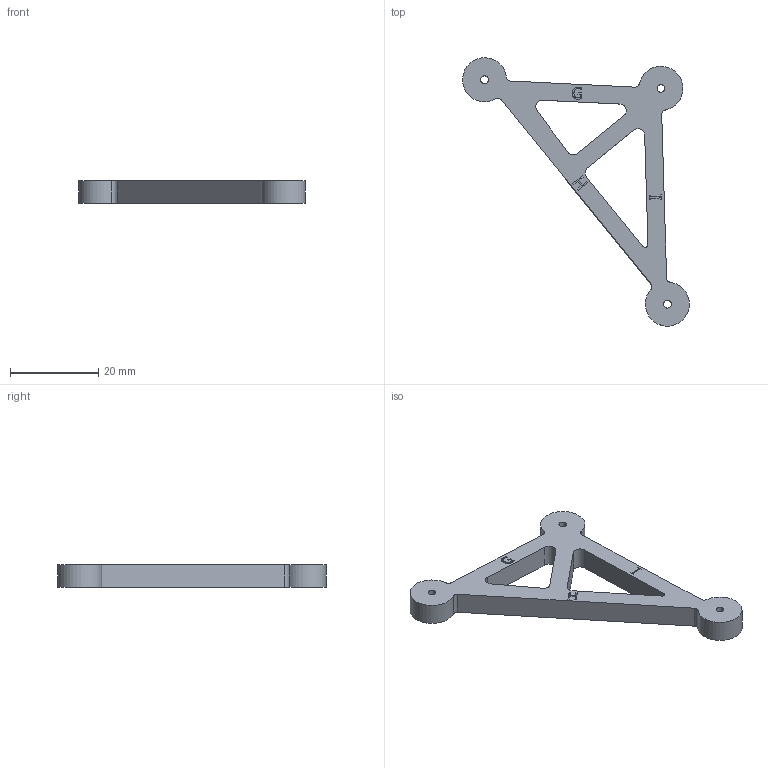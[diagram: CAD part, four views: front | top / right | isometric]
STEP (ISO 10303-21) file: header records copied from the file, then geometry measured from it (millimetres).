
FILE_DESCRIPTION(('FreeCAD Model'),'2;1');
FILE_NAME('Output Coupler.step','2018-12-21T09:56:54',('kicad StepUp'),('ksu MCAD'), 'Open CASCADE STEP processor 7.3','FreeCAD','Unknown');
FILE_SCHEMA(('AUTOMOTIVE_DESIGN { 1 0 10303 214 1 1 1 1 }'));
Length unit declared in the file: millimetre
Products named in the file (1): Pocket004
Bounding box: 51.48 x 60.92 x 5 mm (x, y, z)
Volume: 4033.5 mm3; surface area: 3332.1 mm2
Topology: 1 solids, 1 shells, 92 faces, 277 edges, 190 vertices
Faces by surface type: plane 44, extrusion 30, cylinder 18
Full cylindrical faces by diameter (mm): 1.75 x3
Entity records: 3222 total; most frequent: CARTESIAN_POINT 740, ORIENTED_EDGE 554, DIRECTION 425, EDGE_CURVE 277, VECTOR 195, VERTEX_POINT 190, LINE 165, AXIS2_PLACEMENT_3D 115
